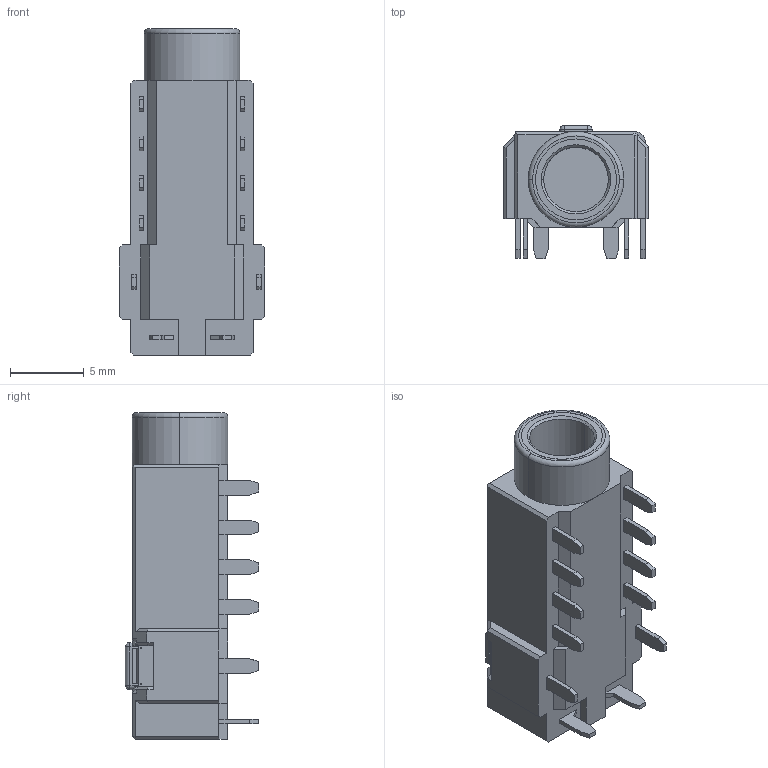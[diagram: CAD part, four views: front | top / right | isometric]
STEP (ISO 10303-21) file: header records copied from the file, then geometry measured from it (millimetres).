
FILE_DESCRIPTION(('FreeCAD Model'),'2;1');
FILE_NAME('Open CASCADE Shape Model','2025-02-26T12:07:08',('Author'),( ''),'Open CASCADE STEP processor 7.8','FreeCAD','Unknown');
FILE_SCHEMA(('AUTOMOTIVE_DESIGN { 1 0 10303 214 1 1 1 1 }'));
Length unit declared in the file: millimetre
Products named in the file (2): nba1-24-001; Pentajack
Assembly tree (1 placements, depth 2):
  nba1-24-001
    Pentajack
Bounding box: 9.9 x 9.05 x 22.2 mm (x, y, z)
Volume: 871.6 mm3; surface area: 1132.6 mm2
Topology: 1 solids, 1 shells, 325 faces, 854 edges, 542 vertices
Faces by surface type: plane 274, cylinder 39, sphere 8, cone 2, torus 2
Entity records: 10984 total; most frequent: CARTESIAN_POINT 1723, ORIENTED_EDGE 1696, DIRECTION 1594, EDGE_CURVE 848, LINE 752, VECTOR 752, VERTEX_POINT 542, AXIS2_PLACEMENT_3D 421
